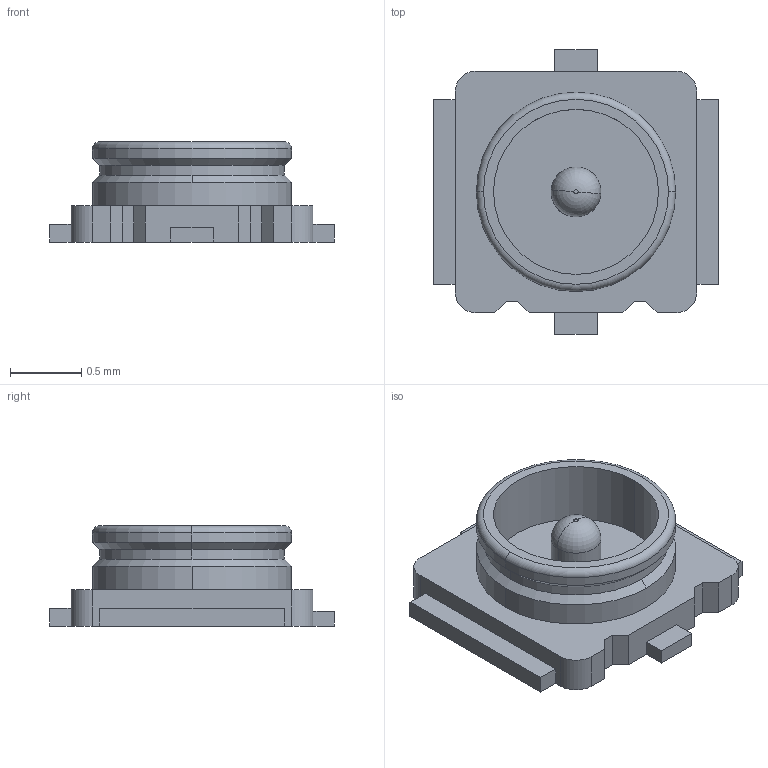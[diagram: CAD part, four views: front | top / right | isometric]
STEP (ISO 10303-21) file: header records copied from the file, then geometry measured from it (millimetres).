
FILE_DESCRIPTION(('Creo Elements/Direct Modeling STEP Export'),'2;1');
FILE_NAME('W.FL2-R-SMT-1.stp','2016-06-23T11:22:23',(''),(''),'Creo Elements/Direct Modeling STEP processor for AP214 (Solid Model)','Creo Elements/Direct Modeling 18.1E 22-Nov-2013 (C) Parametric Technology GmbH','');
FILE_SCHEMA(('AUTOMOTIVE_DESIGN { 1 0 10303 214 1 1 1 1 }'));
Length unit declared in the file: millimetre
Products named in the file (1): W.FL2-R-SMT-1
Bounding box: 2 x 2 x 0.7 mm (x, y, z)
Volume: 1 mm3; surface area: 12.8 mm2
Topology: 1 solids, 1 shells, 62 faces, 160 edges, 104 vertices
Faces by surface type: plane 34, cylinder 16, torus 8, cone 4
Entity records: 2291 total; most frequent: ORIENTED_EDGE 320, CARTESIAN_POINT 302, DIRECTION 294, EDGE_CURVE 160, VERTEX_POINT 104, VECTOR 102, LINE 102, AXIS2_PLACEMENT_3D 96
